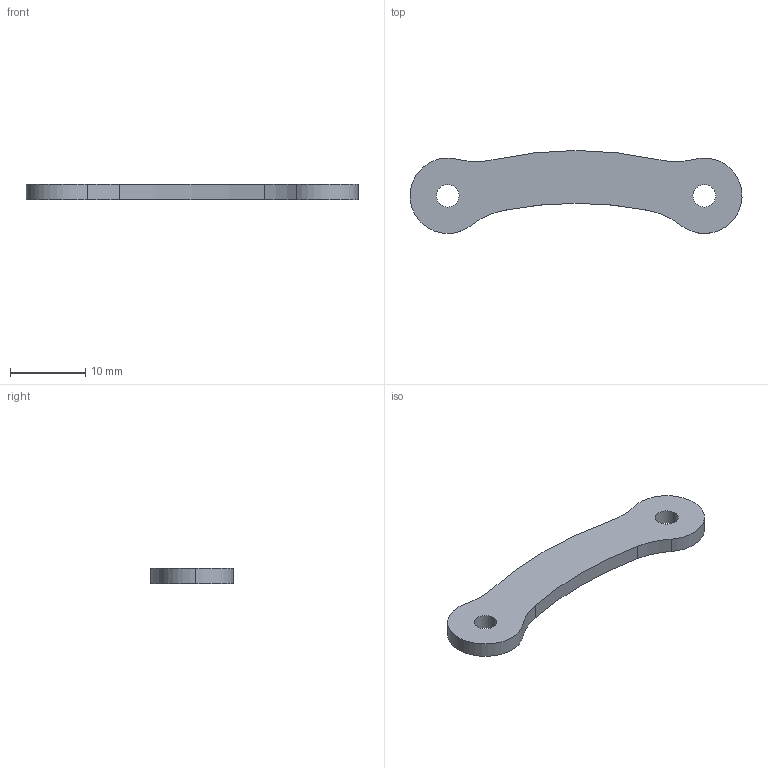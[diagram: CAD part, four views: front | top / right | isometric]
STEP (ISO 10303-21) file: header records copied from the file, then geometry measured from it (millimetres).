
FILE_DESCRIPTION (( 'STEP AP203' ), '1' );
FILE_NAME ('LF1.4.STEP', '2024-05-20T16:45:54', ( '' ), ( '' ), 'SwSTEP 2.0', 'SolidWorks 2020', '' );
FILE_SCHEMA (( 'CONFIG_CONTROL_DESIGN' ));
Length unit declared in the file: millimetre
Products named in the file (1): LF1.4
Bounding box: 44 x 11 x 2 mm (x, y, z)
Volume: 642 mm3; surface area: 882.3 mm2
Topology: 1 solids, 1 shells, 15 faces, 39 edges, 26 vertices
Faces by surface type: cylinder 13, plane 2
Entity records: 564 total; most frequent: DIRECTION 97, CARTESIAN_POINT 81, ORIENTED_EDGE 78, AXIS2_PLACEMENT_3D 42, EDGE_CURVE 39, CIRCLE 26, VERTEX_POINT 26, EDGE_LOOP 19
